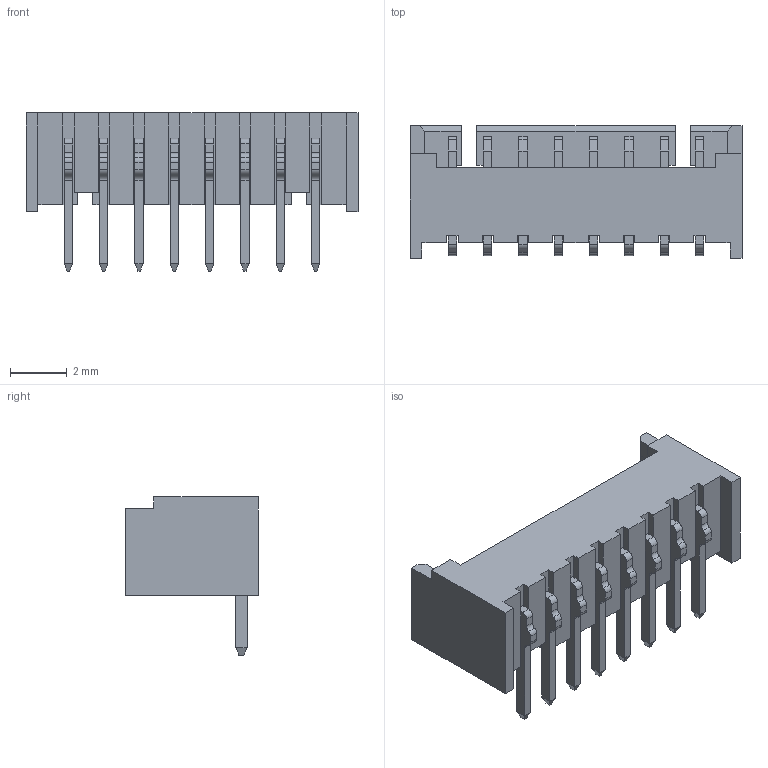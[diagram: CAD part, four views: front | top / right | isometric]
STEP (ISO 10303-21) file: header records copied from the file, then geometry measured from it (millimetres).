
FILE_DESCRIPTION((''),'2;1');
FILE_NAME('FWF12507-S06B24W5B','2025-09-29T',('工程三'),(''),'PRO/ENGINEER BY PARAMETRIC TECHNOLOGY CORPORATION, 2010280','PRO/ENGINEER BY PARAMETRIC TECHNOLOGY CORPORATION, 2010280','');
FILE_SCHEMA(('CONFIG_CONTROL_DESIGN'));
Length unit declared in the file: millimetre
Products named in the file (1): FWF12507-S06B24W5B
Bounding box: 11.75 x 4.7 x 5.6 mm (x, y, z)
Volume: 79.5 mm3; surface area: 351.2 mm2
Topology: 1 solids, 1 shells, 299 faces, 807 edges, 518 vertices
Faces by surface type: plane 243, cylinder 56
Entity records: 9251 total; most frequent: CARTESIAN_POINT 1624, ORIENTED_EDGE 1614, DIRECTION 1517, EDGE_CURVE 807, VECTOR 695, LINE 695, VERTEX_POINT 518, AXIS2_PLACEMENT_3D 411
